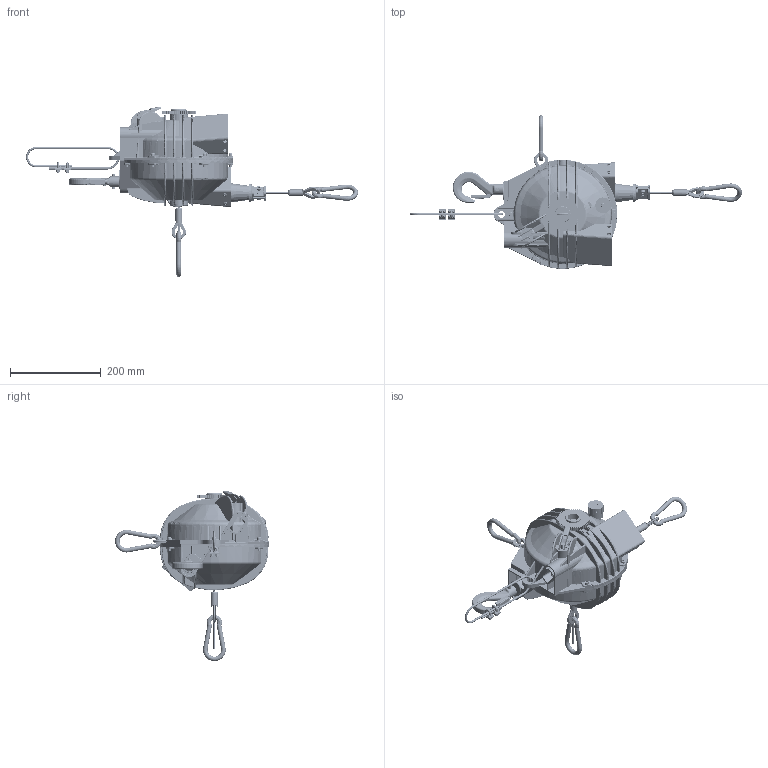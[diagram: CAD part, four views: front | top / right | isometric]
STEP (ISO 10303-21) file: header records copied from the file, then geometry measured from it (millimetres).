
FILE_DESCRIPTION( ( 'Unknown' ), '1' );
FILE_NAME( '9361-62-63-64-65-66-67-68-69.stp', 'Unknown', ( 'Unknown' ), ( 'Unknown' ), 'XStep 1.0', 'Unknown', ' ' );
FILE_SCHEMA( ( 'automotive_design' ) );
Length unit declared in the file: millimetre
Products named in the file (47): Assem1; Assem2; Assem3; Assem4; Assem5; 30358; 20128; 20132; 32043; 20131; 20331; 21183; 33033; V-tcei_M6x_10; 30275; 33020; 30949; 30950; 38581; 30348-oa0; 30348-oa1; 30355-oa2; 70082; 30347; V-tcei_M4x_30; Dado Esagonale_M5; V-tcei_M5x_25; 49026; 49027; 10122; 30349; 10101; V-Tbei_M3x_16; 31221; leva gancio9405; 30356; 30643; 30353; 30638; 31220 ...
Bounding box: 730.57 x 338.55 x 374.86 mm (x, y, z)
Volume: 3291420.5 mm3; surface area: 1364505.2 mm2
Topology: 131 solids, 131 shells, 8457 faces, 22437 edges, 14142 vertices
Faces by surface type: cylinder 4286, plane 1992, bspline 1078, torus 524, cone 414, sphere 131, extrusion 32
Full cylindrical faces by diameter (mm): 2 x4, 3 x14, 4 x16, 4.25 x2, 4.68 x2, 4.8 x9, 4.917 x7, 5 x51, 5.5 x14, 6 x24, 6.2 x2, 6.5 x9, 7 x4, 8 x16, 8.5 x14, 9 x10, 9.2 x5, 9.5 x2, 10 x21, 11.5 x4, 11.835 x2, 13 x4, 13.5 x2, 13.8 x4, 14 x14, 15 x6, 18.792 x2, 18.8 x2, 19 x2, 20 x18
Entity records: 143864 total; most frequent: CARTESIAN_POINT 63328, ORIENTED_EDGE 16826, DIRECTION 16741, EDGE_CURVE 8413, AXIS2_PLACEMENT_3D 7007, VERTEX_POINT 5435, CIRCLE 3976, EDGE_LOOP 3718
